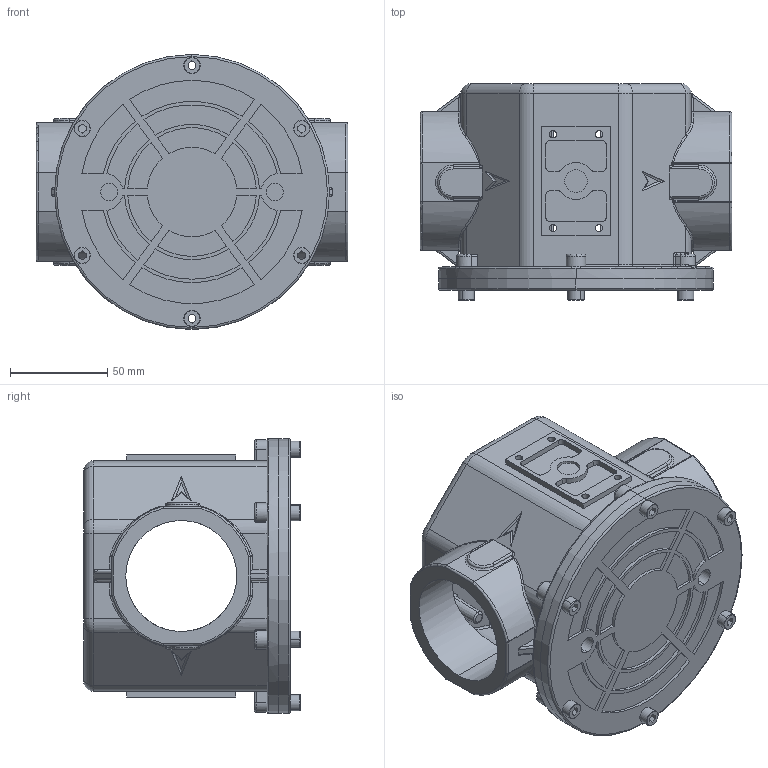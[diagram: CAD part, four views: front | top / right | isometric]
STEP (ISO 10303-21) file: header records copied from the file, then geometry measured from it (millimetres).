
FILE_DESCRIPTION (( 'STEP AP203' ), '1' );
FILE_NAME ('GF50.STEP', '2023-10-30T05:43:04', ( '' ), ( '' ), 'SwSTEP 2.0', 'SolidWorks 2018', '' );
FILE_SCHEMA (( 'CONFIG_CONTROL_DESIGN' ));
Length unit declared in the file: millimetre
Products named in the file (1): GF50
Bounding box: 160 x 111 x 141 mm (x, y, z)
Surface area: 151582.2 mm2 (no closed solid volume)
Topology: 0 solids, 9 shells, 660 faces, 1811 edges, 1158 vertices
Faces by surface type: cylinder 287, plane 209, torus 73, bspline 52, sphere 23, cone 16
Entity records: 22622 total; most frequent: CARTESIAN_POINT 6109, DIRECTION 3548, ORIENTED_EDGE 3309, EDGE_CURVE 1791, AXIS2_PLACEMENT_3D 1353, VERTEX_POINT 1156, VECTOR 842, LINE 842
